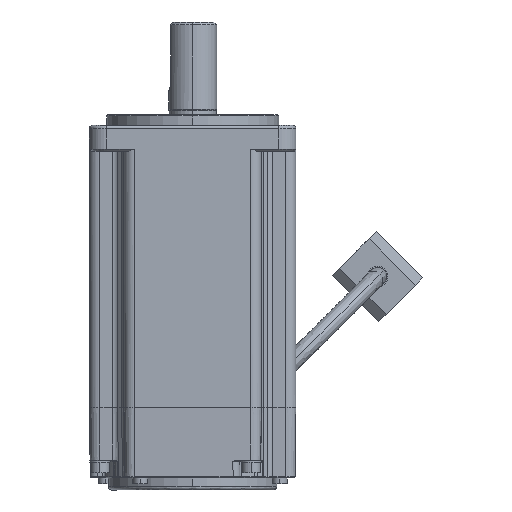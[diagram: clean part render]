
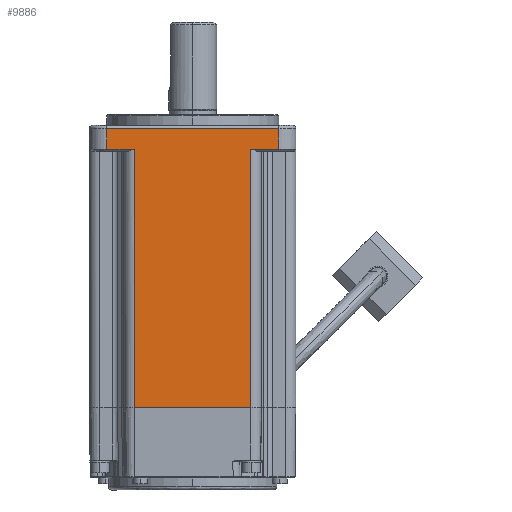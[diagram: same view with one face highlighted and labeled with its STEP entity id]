
A CAD part, front view. The second image highlights one B-rep face of the part: STEP entity #9886.
In plain terms, the highlighted planar face has unit normal (0, -1, 0).
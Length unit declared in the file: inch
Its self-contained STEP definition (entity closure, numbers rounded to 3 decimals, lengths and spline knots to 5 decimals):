
#947 = VECTOR ( 'NONE', #2355, 39.37008 ) ;
#1455 = LINE ( 'NONE', #14387, #19953 ) ;
#1964 = ORIENTED_EDGE ( 'NONE', *, *, #9375, .F. ) ;
#2355 = DIRECTION ( 'NONE',  ( -1., 0., 0. ) ) ;
#2979 = LINE ( 'NONE', #15605, #11932 ) ;
#3324 = EDGE_CURVE ( 'NONE', #11937, #8197, #5561, .T. ) ;
#3419 = ORIENTED_EDGE ( 'NONE', *, *, #3324, .F. ) ;
#4464 = ORIENTED_EDGE ( 'NONE', *, *, #16325, .F. ) ;
#4602 = CARTESIAN_POINT ( 'NONE',  ( 0.66609, -1.1811, -3.22835 ) ) ;
#4654 = CARTESIAN_POINT ( 'NONE',  ( 0., -1.1811, -1.63386 ) ) ;
#4696 = EDGE_CURVE ( 'NONE', #4925, #17603, #2979, .T. ) ;
#4925 = VERTEX_POINT ( 'NONE', #22133 ) ;
#4970 = ORIENTED_EDGE ( 'NONE', *, *, #4696, .F. ) ;
#5136 = EDGE_CURVE ( 'NONE', #17178, #11937, #20938, .T. ) ;
#5255 = LINE ( 'NONE', #13089, #21586 ) ;
#5561 = LINE ( 'NONE', #20214, #947 ) ;
#5746 = ORIENTED_EDGE ( 'NONE', *, *, #9839, .F. ) ;
#5785 = DIRECTION ( 'NONE',  ( 0., 0., -1. ) ) ;
#6623 = VECTOR ( 'NONE', #14710, 39.37008 ) ;
#6769 = EDGE_CURVE ( 'NONE', #11921, #11677, #11075, .T. ) ;
#6893 = CARTESIAN_POINT ( 'NONE',  ( 0., -1.1811, -3.22835 ) ) ;
#6961 = VECTOR ( 'NONE', #8821, 39.37008 ) ;
#7563 = DIRECTION ( 'NONE',  ( 0., 0., 1. ) ) ;
#7858 = CARTESIAN_POINT ( 'NONE',  ( -0.66609, -1.1811, -1.63386 ) ) ;
#8033 = EDGE_LOOP ( 'NONE', ( #3419, #13425, #1964, #4970, #10378, #4464, #8362, #5746 ) ) ;
#8197 = VERTEX_POINT ( 'NONE', #12087 ) ;
#8362 = ORIENTED_EDGE ( 'NONE', *, *, #6769, .F. ) ;
#8788 = VERTEX_POINT ( 'NONE', #20930 ) ;
#8821 = DIRECTION ( 'NONE',  ( -1., 0., 0. ) ) ;
#9070 = AXIS2_PLACEMENT_3D ( 'NONE', #4654, #20567, #11585 ) ;
#9375 = EDGE_CURVE ( 'NONE', #17603, #17178, #13151, .T. ) ;
#9839 = EDGE_CURVE ( 'NONE', #8197, #11921, #1455, .T. ) ;
#9886 = ADVANCED_FACE ( 'NONE', ( #12859 ), #15383, .F. ) ;
#10378 = ORIENTED_EDGE ( 'NONE', *, *, #14492, .F. ) ;
#11075 = LINE ( 'NONE', #6893, #6961 ) ;
#11585 = DIRECTION ( 'NONE',  ( 1., 0., 0. ) ) ;
#11677 = VERTEX_POINT ( 'NONE', #13879 ) ;
#11921 = VERTEX_POINT ( 'NONE', #4602 ) ;
#11932 = VECTOR ( 'NONE', #15835, 39.37008 ) ;
#11937 = VERTEX_POINT ( 'NONE', #13261 ) ;
#12087 = CARTESIAN_POINT ( 'NONE',  ( 0.66609, -1.1811, -0.27559 ) ) ;
#12814 = LINE ( 'NONE', #7858, #20463 ) ;
#12859 = FACE_OUTER_BOUND ( 'NONE', #8033, .T. ) ;
#13089 = CARTESIAN_POINT ( 'NONE',  ( 0., -1.1811, -0.27559 ) ) ;
#13151 = LINE ( 'NONE', #21639, #6623 ) ;
#13261 = CARTESIAN_POINT ( 'NONE',  ( 0.98425, -1.1811, -0.27559 ) ) ;
#13307 = CARTESIAN_POINT ( 'NONE',  ( 0.98425, -1.1811, -0.03937 ) ) ;
#13425 = ORIENTED_EDGE ( 'NONE', *, *, #5136, .F. ) ;
#13844 = VECTOR ( 'NONE', #17226, 39.37008 ) ;
#13879 = CARTESIAN_POINT ( 'NONE',  ( -0.66609, -1.1811, -3.22835 ) ) ;
#14387 = CARTESIAN_POINT ( 'NONE',  ( 0.66609, -1.1811, -1.63386 ) ) ;
#14492 = EDGE_CURVE ( 'NONE', #8788, #4925, #5255, .T. ) ;
#14710 = DIRECTION ( 'NONE',  ( 1., 0., 0. ) ) ;
#15383 = PLANE ( 'NONE',  #9070 ) ;
#15605 = CARTESIAN_POINT ( 'NONE',  ( -0.98425, -1.1811, -0.02879 ) ) ;
#15835 = DIRECTION ( 'NONE',  ( 0., 0., 1. ) ) ;
#16325 = EDGE_CURVE ( 'NONE', #11677, #8788, #12814, .T. ) ;
#16499 = CARTESIAN_POINT ( 'NONE',  ( -0.98425, -1.1811, -0.03937 ) ) ;
#16528 = DIRECTION ( 'NONE',  ( -1., 0., 0. ) ) ;
#17178 = VERTEX_POINT ( 'NONE', #13307 ) ;
#17226 = DIRECTION ( 'NONE',  ( 0., 0., -1. ) ) ;
#17381 = CARTESIAN_POINT ( 'NONE',  ( 0.98425, -1.1811, -1.63386 ) ) ;
#17603 = VERTEX_POINT ( 'NONE', #16499 ) ;
#19953 = VECTOR ( 'NONE', #5785, 39.37008 ) ;
#20214 = CARTESIAN_POINT ( 'NONE',  ( 0., -1.1811, -0.27559 ) ) ;
#20463 = VECTOR ( 'NONE', #7563, 39.37008 ) ;
#20567 = DIRECTION ( 'NONE',  ( 0., 1., 0. ) ) ;
#20930 = CARTESIAN_POINT ( 'NONE',  ( -0.66609, -1.1811, -0.27559 ) ) ;
#20938 = LINE ( 'NONE', #17381, #13844 ) ;
#21586 = VECTOR ( 'NONE', #16528, 39.37008 ) ;
#21639 = CARTESIAN_POINT ( 'NONE',  ( 0., -1.1811, -0.03937 ) ) ;
#22133 = CARTESIAN_POINT ( 'NONE',  ( -0.98425, -1.1811, -0.27559 ) ) ;
